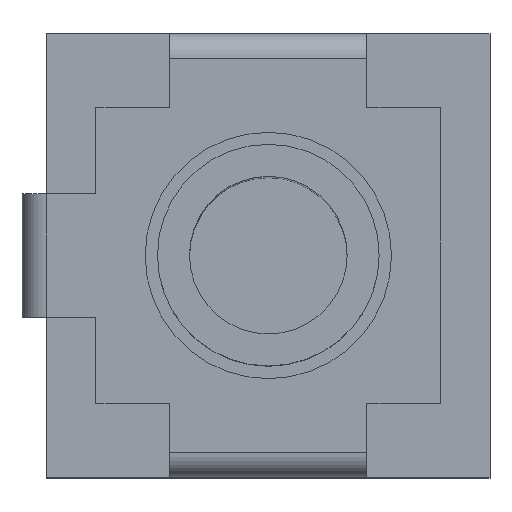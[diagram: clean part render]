
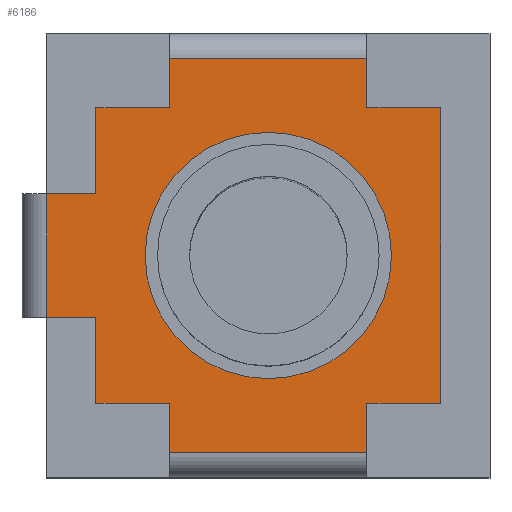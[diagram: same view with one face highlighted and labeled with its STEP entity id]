
A CAD part, top view. The second image highlights one B-rep face of the part: STEP entity #6186.
In plain terms, the highlighted planar face has unit normal (0, 0, 1).
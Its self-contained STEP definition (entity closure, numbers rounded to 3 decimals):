
#145 = VECTOR ( 'NONE', #5911, 1000. ) ;
#152 = LINE ( 'NONE', #1802, #2755 ) ;
#186 = VECTOR ( 'NONE', #4169, 1000. ) ;
#205 = LINE ( 'NONE', #5099, #2738 ) ;
#257 = EDGE_CURVE ( 'NONE', #335, #3730, #1786, .T. ) ;
#301 = CARTESIAN_POINT ( 'NONE',  ( 7., 6., 1. ) ) ;
#310 = DIRECTION ( 'NONE',  ( 0., -1., 0. ) ) ;
#335 = VERTEX_POINT ( 'NONE', #5281 ) ;
#363 = CARTESIAN_POINT ( 'NONE',  ( -4., -6., 1. ) ) ;
#423 = EDGE_CURVE ( 'NONE', #1844, #335, #3603, .T. ) ;
#425 = ORIENTED_EDGE ( 'NONE', *, *, #3278, .T. ) ;
#495 = LINE ( 'NONE', #2097, #4785 ) ;
#513 = ORIENTED_EDGE ( 'NONE', *, *, #2760, .T. ) ;
#550 = EDGE_CURVE ( 'NONE', #4783, #921, #2199, .T. ) ;
#610 = ORIENTED_EDGE ( 'NONE', *, *, #1104, .T. ) ;
#626 = DIRECTION ( 'NONE',  ( 1., 0., 0. ) ) ;
#698 = ORIENTED_EDGE ( 'NONE', *, *, #4574, .T. ) ;
#707 = DIRECTION ( 'NONE',  ( -1., 0., 0. ) ) ;
#808 = EDGE_LOOP ( 'NONE', ( #3074, #3752, #698, #4821, #5693, #1218, #2532, #513, #4973, #3399, #5705, #1222, #610, #2027, #425, #2904 ) ) ;
#896 = DIRECTION ( 'NONE',  ( 1., 0., 0. ) ) ;
#899 = DIRECTION ( 'NONE',  ( 0., 0., -1. ) ) ;
#905 = VERTEX_POINT ( 'NONE', #4423 ) ;
#921 = VERTEX_POINT ( 'NONE', #301 ) ;
#928 = VERTEX_POINT ( 'NONE', #4968 ) ;
#942 = ORIENTED_EDGE ( 'NONE', *, *, #2234, .F. ) ;
#1036 = VECTOR ( 'NONE', #5042, 1000. ) ;
#1069 = LINE ( 'NONE', #5067, #1150 ) ;
#1104 = EDGE_CURVE ( 'NONE', #5711, #4536, #3425, .T. ) ;
#1150 = VECTOR ( 'NONE', #3642, 1000. ) ;
#1218 = ORIENTED_EDGE ( 'NONE', *, *, #257, .T. ) ;
#1222 = ORIENTED_EDGE ( 'NONE', *, *, #4938, .T. ) ;
#1311 = LINE ( 'NONE', #2840, #6145 ) ;
#1385 = ORIENTED_EDGE ( 'NONE', *, *, #2109, .F. ) ;
#1508 = CARTESIAN_POINT ( 'NONE',  ( 0., 0., 1. ) ) ;
#1572 = LINE ( 'NONE', #2857, #4401 ) ;
#1609 = CARTESIAN_POINT ( 'NONE',  ( -4., 8., 1. ) ) ;
#1625 = CARTESIAN_POINT ( 'NONE',  ( 4., -6., 1. ) ) ;
#1679 = FACE_BOUND ( 'NONE', #5372, .T. ) ;
#1681 = CARTESIAN_POINT ( 'NONE',  ( -7., 6., 1. ) ) ;
#1713 = CARTESIAN_POINT ( 'NONE',  ( -9., -2.5, 1. ) ) ;
#1727 = CARTESIAN_POINT ( 'NONE',  ( 4., -8., 1. ) ) ;
#1782 = DIRECTION ( 'NONE',  ( 0., -1., 0. ) ) ;
#1786 = LINE ( 'NONE', #363, #5757 ) ;
#1802 = CARTESIAN_POINT ( 'NONE',  ( -9., -2.5, 1. ) ) ;
#1822 = DIRECTION ( 'NONE',  ( 0., 0., 1. ) ) ;
#1830 = EDGE_CURVE ( 'NONE', #928, #3788, #1311, .T. ) ;
#1840 = CARTESIAN_POINT ( 'NONE',  ( 0., 0., 1. ) ) ;
#1844 = VERTEX_POINT ( 'NONE', #4426 ) ;
#1912 = EDGE_CURVE ( 'NONE', #3730, #4559, #5220, .T. ) ;
#1983 = EDGE_CURVE ( 'NONE', #3788, #5003, #152, .T. ) ;
#2027 = ORIENTED_EDGE ( 'NONE', *, *, #4558, .T. ) ;
#2097 = CARTESIAN_POINT ( 'NONE',  ( 4., 6., 1. ) ) ;
#2109 = EDGE_CURVE ( 'NONE', #4020, #4178, #3198, .T. ) ;
#2164 = VECTOR ( 'NONE', #4482, 1000. ) ;
#2199 = LINE ( 'NONE', #4550, #1036 ) ;
#2234 = EDGE_CURVE ( 'NONE', #4178, #4020, #4929, .T. ) ;
#2289 = AXIS2_PLACEMENT_3D ( 'NONE', #1840, #5907, #896 ) ;
#2346 = LINE ( 'NONE', #5931, #4870 ) ;
#2401 = CARTESIAN_POINT ( 'NONE',  ( 4., -6., 1. ) ) ;
#2532 = ORIENTED_EDGE ( 'NONE', *, *, #1912, .T. ) ;
#2625 = CARTESIAN_POINT ( 'NONE',  ( 4.5, 0., 1. ) ) ;
#2649 = VECTOR ( 'NONE', #3476, 1000. ) ;
#2667 = LINE ( 'NONE', #6126, #3553 ) ;
#2693 = DIRECTION ( 'NONE',  ( -1., 0., 0. ) ) ;
#2695 = CARTESIAN_POINT ( 'NONE',  ( 4., 8., 1. ) ) ;
#2738 = VECTOR ( 'NONE', #1782, 1000. ) ;
#2755 = VECTOR ( 'NONE', #310, 1000. ) ;
#2760 = EDGE_CURVE ( 'NONE', #4559, #4358, #5286, .T. ) ;
#2840 = CARTESIAN_POINT ( 'NONE',  ( -7., 2.5, 1. ) ) ;
#2857 = CARTESIAN_POINT ( 'NONE',  ( -9., -2.5, 1. ) ) ;
#2904 = ORIENTED_EDGE ( 'NONE', *, *, #4167, .T. ) ;
#2997 = EDGE_CURVE ( 'NONE', #921, #4016, #1069, .T. ) ;
#3011 = LINE ( 'NONE', #4678, #5260 ) ;
#3038 = CARTESIAN_POINT ( 'NONE',  ( -7., -6., 1. ) ) ;
#3074 = ORIENTED_EDGE ( 'NONE', *, *, #1830, .T. ) ;
#3078 = AXIS2_PLACEMENT_3D ( 'NONE', #1508, #899, #4259 ) ;
#3191 = CARTESIAN_POINT ( 'NONE',  ( 4., -8., 1. ) ) ;
#3198 = CIRCLE ( 'NONE', #6173, 4.5 ) ;
#3278 = EDGE_CURVE ( 'NONE', #6202, #3864, #2667, .T. ) ;
#3326 = CARTESIAN_POINT ( 'NONE',  ( -4., 6., 1. ) ) ;
#3399 = ORIENTED_EDGE ( 'NONE', *, *, #550, .T. ) ;
#3425 = LINE ( 'NONE', #1609, #2164 ) ;
#3476 = DIRECTION ( 'NONE',  ( 1., 0., 0. ) ) ;
#3553 = VECTOR ( 'NONE', #707, 1000. ) ;
#3558 = CARTESIAN_POINT ( 'NONE',  ( 4., 6., 1. ) ) ;
#3603 = LINE ( 'NONE', #3038, #2649 ) ;
#3642 = DIRECTION ( 'NONE',  ( -1., 0., 0. ) ) ;
#3662 = DIRECTION ( 'NONE',  ( 1., 0., 0. ) ) ;
#3730 = VERTEX_POINT ( 'NONE', #5283 ) ;
#3737 = CARTESIAN_POINT ( 'NONE',  ( -4., 8., 1. ) ) ;
#3752 = ORIENTED_EDGE ( 'NONE', *, *, #1983, .T. ) ;
#3777 = PLANE ( 'NONE',  #3078 ) ;
#3788 = VERTEX_POINT ( 'NONE', #5556 ) ;
#3818 = CARTESIAN_POINT ( 'NONE',  ( 7., -6., 1. ) ) ;
#3864 = VERTEX_POINT ( 'NONE', #1681 ) ;
#3905 = DIRECTION ( 'NONE',  ( 0., -1., 0. ) ) ;
#4016 = VERTEX_POINT ( 'NONE', #3558 ) ;
#4020 = VERTEX_POINT ( 'NONE', #6098 ) ;
#4167 = EDGE_CURVE ( 'NONE', #3864, #928, #2346, .T. ) ;
#4169 = DIRECTION ( 'NONE',  ( 1., 0., 0. ) ) ;
#4178 = VERTEX_POINT ( 'NONE', #2625 ) ;
#4259 = DIRECTION ( 'NONE',  ( -1., 0., 0. ) ) ;
#4358 = VERTEX_POINT ( 'NONE', #2401 ) ;
#4401 = VECTOR ( 'NONE', #4463, 1000. ) ;
#4423 = CARTESIAN_POINT ( 'NONE',  ( -7., -2.5, 1. ) ) ;
#4426 = CARTESIAN_POINT ( 'NONE',  ( -7., -6., 1. ) ) ;
#4463 = DIRECTION ( 'NONE',  ( 1., 0., 0. ) ) ;
#4482 = DIRECTION ( 'NONE',  ( -1., 0., 0. ) ) ;
#4491 = CARTESIAN_POINT ( 'NONE',  ( 4., -8., 1. ) ) ;
#4536 = VERTEX_POINT ( 'NONE', #3737 ) ;
#4550 = CARTESIAN_POINT ( 'NONE',  ( 7., -6., 1. ) ) ;
#4558 = EDGE_CURVE ( 'NONE', #4536, #6202, #3011, .T. ) ;
#4559 = VERTEX_POINT ( 'NONE', #4491 ) ;
#4574 = EDGE_CURVE ( 'NONE', #5003, #905, #1572, .T. ) ;
#4678 = CARTESIAN_POINT ( 'NONE',  ( -4., 8., 1. ) ) ;
#4737 = DIRECTION ( 'NONE',  ( 0., -1., 0. ) ) ;
#4783 = VERTEX_POINT ( 'NONE', #3818 ) ;
#4785 = VECTOR ( 'NONE', #4944, 1000. ) ;
#4821 = ORIENTED_EDGE ( 'NONE', *, *, #5678, .T. ) ;
#4870 = VECTOR ( 'NONE', #3905, 1000. ) ;
#4929 = CIRCLE ( 'NONE', #2289, 4.5 ) ;
#4938 = EDGE_CURVE ( 'NONE', #4016, #5711, #495, .T. ) ;
#4944 = DIRECTION ( 'NONE',  ( 0., 1., 0. ) ) ;
#4968 = CARTESIAN_POINT ( 'NONE',  ( -7., 2.5, 1. ) ) ;
#4973 = ORIENTED_EDGE ( 'NONE', *, *, #5329, .T. ) ;
#5003 = VERTEX_POINT ( 'NONE', #1713 ) ;
#5042 = DIRECTION ( 'NONE',  ( 0., 1., 0. ) ) ;
#5067 = CARTESIAN_POINT ( 'NONE',  ( 7., 6., 1. ) ) ;
#5099 = CARTESIAN_POINT ( 'NONE',  ( -7., -2.5, 1. ) ) ;
#5220 = LINE ( 'NONE', #3191, #5536 ) ;
#5260 = VECTOR ( 'NONE', #5422, 1000. ) ;
#5281 = CARTESIAN_POINT ( 'NONE',  ( -4., -6., 1. ) ) ;
#5283 = CARTESIAN_POINT ( 'NONE',  ( -4., -8., 1. ) ) ;
#5286 = LINE ( 'NONE', #1727, #145 ) ;
#5329 = EDGE_CURVE ( 'NONE', #4358, #4783, #5928, .T. ) ;
#5372 = EDGE_LOOP ( 'NONE', ( #1385, #942 ) ) ;
#5413 = CARTESIAN_POINT ( 'NONE',  ( 0., 0., 1. ) ) ;
#5422 = DIRECTION ( 'NONE',  ( 0., -1., 0. ) ) ;
#5536 = VECTOR ( 'NONE', #3662, 1000. ) ;
#5556 = CARTESIAN_POINT ( 'NONE',  ( -9., 2.5, 1. ) ) ;
#5678 = EDGE_CURVE ( 'NONE', #905, #1844, #205, .T. ) ;
#5693 = ORIENTED_EDGE ( 'NONE', *, *, #423, .T. ) ;
#5705 = ORIENTED_EDGE ( 'NONE', *, *, #2997, .T. ) ;
#5711 = VERTEX_POINT ( 'NONE', #2695 ) ;
#5757 = VECTOR ( 'NONE', #4737, 1000. ) ;
#5907 = DIRECTION ( 'NONE',  ( 0., 0., 1. ) ) ;
#5911 = DIRECTION ( 'NONE',  ( 0., 1., 0. ) ) ;
#5928 = LINE ( 'NONE', #1625, #186 ) ;
#5931 = CARTESIAN_POINT ( 'NONE',  ( -7., 6., 1. ) ) ;
#6098 = CARTESIAN_POINT ( 'NONE',  ( -4.5, 0., 1. ) ) ;
#6126 = CARTESIAN_POINT ( 'NONE',  ( -4., 6., 1. ) ) ;
#6145 = VECTOR ( 'NONE', #2693, 1000. ) ;
#6173 = AXIS2_PLACEMENT_3D ( 'NONE', #5413, #1822, #626 ) ;
#6186 = ADVANCED_FACE ( 'NONE', ( #6262, #1679 ), #3777, .F. ) ;
#6202 = VERTEX_POINT ( 'NONE', #3326 ) ;
#6262 = FACE_OUTER_BOUND ( 'NONE', #808, .T. ) ;
